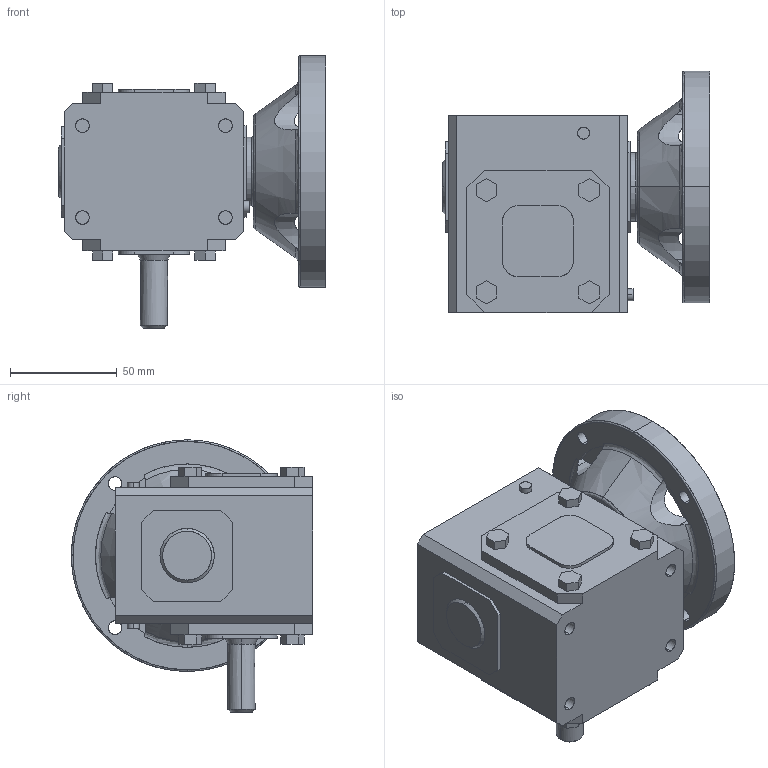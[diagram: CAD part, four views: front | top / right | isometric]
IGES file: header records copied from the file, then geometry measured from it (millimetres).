
Start section: SolidWorks IGES file using analytic representation for surfaces
Global section: file name: 10DEFAU0724122498626.igs; native system: SolidWorks 2017; preprocessor: SolidWorks 2017; author: partstream; date: 170724.122414; units: inch
Bounding box: 124.97 x 112.78 x 127.25 mm (x, y, z)
Surface area: 80408.9 mm2 (no closed solid volume)
Topology: 0 solids, 0 shells, 307 faces, 4238 edges, 4238 vertices
Faces by surface type: bspline 195, revolution 112
